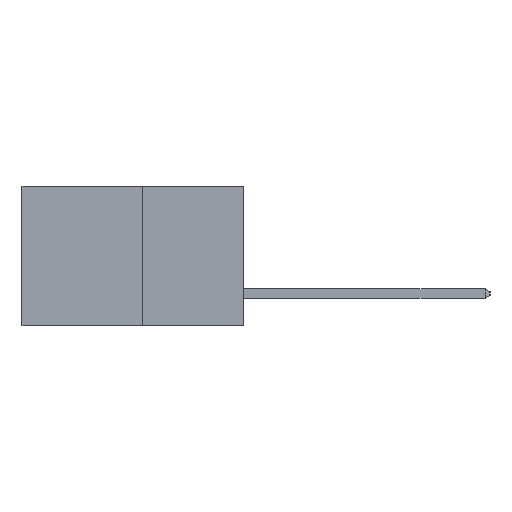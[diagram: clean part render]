
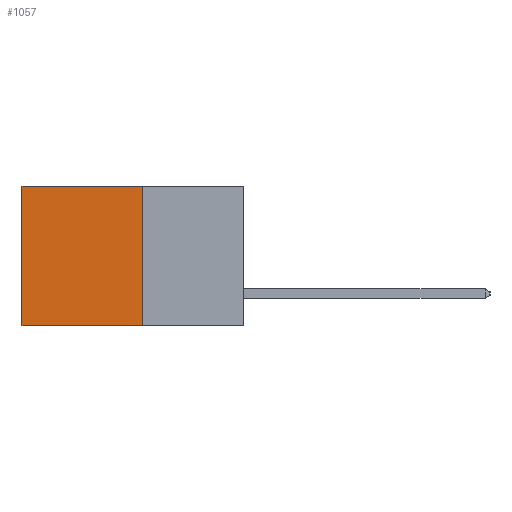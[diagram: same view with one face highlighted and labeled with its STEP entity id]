
A CAD part, left-side view. The second image highlights one B-rep face of the part: STEP entity #1057.
In plain terms, the highlighted planar face has unit normal (-1, 0, 0).
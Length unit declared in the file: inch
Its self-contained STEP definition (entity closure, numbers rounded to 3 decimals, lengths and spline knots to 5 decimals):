
#135 = ORIENTED_EDGE ( 'NONE', *, *, #5759, .F. ) ;
#439 = VECTOR ( 'NONE', #15633, 39.37008 ) ;
#599 = ORIENTED_EDGE ( 'NONE', *, *, #15817, .T. ) ;
#1047 = EDGE_CURVE ( 'NONE', #9365, #6372, #5993, .T. ) ;
#1057 = ADVANCED_FACE ( 'NONE', ( #11775 ), #6444, .F. ) ;
#1493 = CARTESIAN_POINT ( 'NONE',  ( 0.277, 0.59, -0.37 ) ) ;
#1798 = CARTESIAN_POINT ( 'NONE',  ( 0.277, 0.27, -0.37 ) ) ;
#2434 = DIRECTION ( 'NONE',  ( 0., 1., 0. ) ) ;
#2938 = VECTOR ( 'NONE', #2434, 39.37008 ) ;
#3196 = ORIENTED_EDGE ( 'NONE', *, *, #3782, .T. ) ;
#3782 = EDGE_CURVE ( 'NONE', #7059, #10003, #9114, .T. ) ;
#5759 = EDGE_CURVE ( 'NONE', #6372, #10003, #6273, .T. ) ;
#5993 = LINE ( 'NONE', #7718, #14976 ) ;
#6134 = DIRECTION ( 'NONE',  ( 0., 0., -1. ) ) ;
#6197 = DIRECTION ( 'NONE',  ( 1., 0., 0. ) ) ;
#6273 = LINE ( 'NONE', #1798, #2938 ) ;
#6372 = VERTEX_POINT ( 'NONE', #15724 ) ;
#6444 = PLANE ( 'NONE',  #6548 ) ;
#6548 = AXIS2_PLACEMENT_3D ( 'NONE', #7218, #6197, #6134 ) ;
#6789 = LINE ( 'NONE', #7136, #439 ) ;
#6938 = ORIENTED_EDGE ( 'NONE', *, *, #1047, .F. ) ;
#7059 = VERTEX_POINT ( 'NONE', #8463 ) ;
#7088 = CARTESIAN_POINT ( 'NONE',  ( 0.277, 0.27, 0. ) ) ;
#7136 = CARTESIAN_POINT ( 'NONE',  ( 0.277, 0.27, 0. ) ) ;
#7218 = CARTESIAN_POINT ( 'NONE',  ( 0.277, 0.27, -0.37 ) ) ;
#7692 = DIRECTION ( 'NONE',  ( 0., 0., -1. ) ) ;
#7718 = CARTESIAN_POINT ( 'NONE',  ( 0.277, 0.27, -0.37 ) ) ;
#7833 = DIRECTION ( 'NONE',  ( 0., 0., -1. ) ) ;
#8463 = CARTESIAN_POINT ( 'NONE',  ( 0.277, 0.59, 0. ) ) ;
#9114 = LINE ( 'NONE', #1493, #15274 ) ;
#9365 = VERTEX_POINT ( 'NONE', #7088 ) ;
#10003 = VERTEX_POINT ( 'NONE', #14340 ) ;
#10175 = EDGE_LOOP ( 'NONE', ( #3196, #135, #6938, #599 ) ) ;
#11775 = FACE_OUTER_BOUND ( 'NONE', #10175, .T. ) ;
#14340 = CARTESIAN_POINT ( 'NONE',  ( 0.277, 0.59, -0.37 ) ) ;
#14976 = VECTOR ( 'NONE', #7833, 39.37008 ) ;
#15274 = VECTOR ( 'NONE', #7692, 39.37008 ) ;
#15633 = DIRECTION ( 'NONE',  ( 0., 1., 0. ) ) ;
#15724 = CARTESIAN_POINT ( 'NONE',  ( 0.277, 0.27, -0.37 ) ) ;
#15817 = EDGE_CURVE ( 'NONE', #9365, #7059, #6789, .T. ) ;
